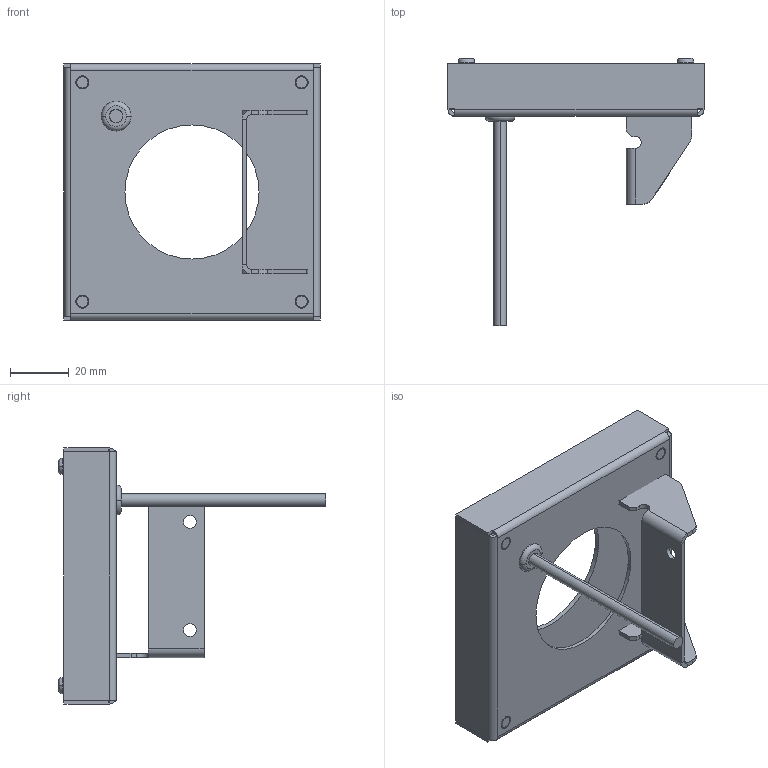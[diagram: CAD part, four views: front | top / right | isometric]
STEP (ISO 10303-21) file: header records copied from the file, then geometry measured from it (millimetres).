
FILE_DESCRIPTION((''),'2;1');
FILE_NAME('192815_ASM','2016-07-28T',('pdmadmin'),(''),'PRO/ENGINEER BY PARAMETRIC TECHNOLOGY CORPORATION, 2016010','PRO/ENGINEER BY PARAMETRIC TECHNOLOGY CORPORATION, 2016010','');
FILE_SCHEMA(('CONFIG_CONTROL_DESIGN'));
Length unit declared in the file: inch
Products named in the file (13): 122728_PART1; PEM_STUD_4-40-8; 122728_PART2; 122728_ASM; 61384; 116946; 56875; 58487; 70681; 108625; 51852; LEDRR80X80M-72280_ASM; 192815_ASM
Assembly tree (27 placements, depth 4):
  192815_ASM
    LEDRR80X80M-72280_ASM
      122728_ASM
        122728_PART1
        PEM_STUD_4-40-8  x4
        122728_PART2
      61384
      116946
      56875  x4
      58487  x4
      70681
      108625  x4
      51852  x4
Bounding box: 87.27 x 91.29 x 87.27 mm (x, y, z)
Volume: 27432.8 mm3; surface area: 43824.5 mm2
Topology: 25 solids, 25 shells, 610 faces, 1518 edges, 980 vertices
Faces by surface type: cylinder 278, plane 248, bspline 56, cone 16, torus 12
Entity records: 12630 total; most frequent: CARTESIAN_POINT 5288, DIRECTION 1489, ORIENTED_EDGE 1428, EDGE_CURVE 714, AXIS2_PLACEMENT_3D 530, VERTEX_POINT 455, VECTOR 429, LINE 429
